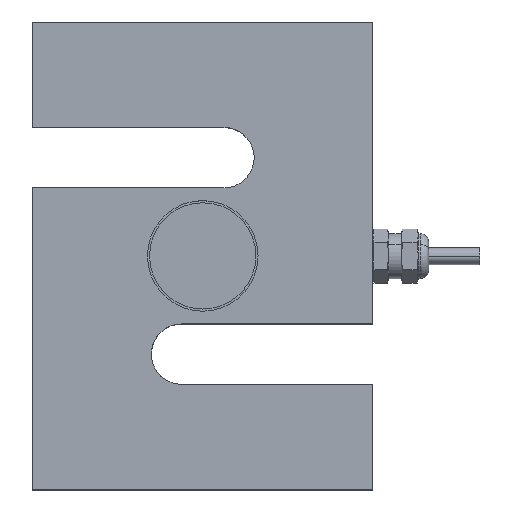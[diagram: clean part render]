
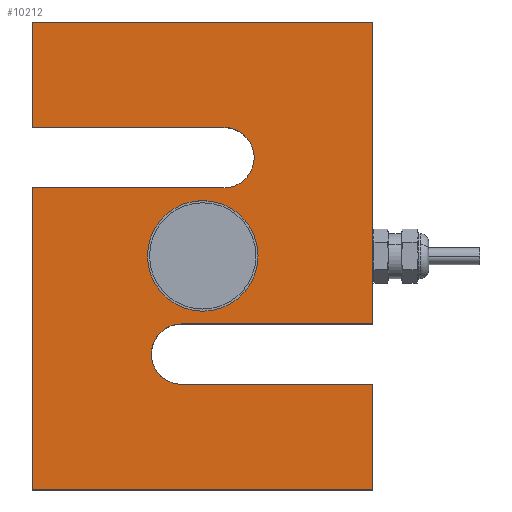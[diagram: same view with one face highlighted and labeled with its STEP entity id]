
A CAD part, top view. The second image highlights one B-rep face of the part: STEP entity #10212.
In plain terms, the highlighted planar face has unit normal (0, 0, 1).
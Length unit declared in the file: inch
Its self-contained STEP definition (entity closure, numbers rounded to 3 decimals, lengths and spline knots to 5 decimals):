
#266 = CARTESIAN_POINT ( 'NONE',  ( -1.75, 3.905, 0. ) ) ;
#576 = CIRCLE ( 'NONE', #14881, 0.65 ) ;
#862 = EDGE_CURVE ( 'NONE', #6835, #12739, #14731, .T. ) ;
#944 = DIRECTION ( 'NONE',  ( 1., 0., 0. ) ) ;
#964 = CARTESIAN_POINT ( 'NONE',  ( -4., 0., 0. ) ) ;
#1012 = ORIENTED_EDGE ( 'NONE', *, *, #6898, .F. ) ;
#1048 = CARTESIAN_POINT ( 'NONE',  ( -2., 2.75, 0. ) ) ;
#1104 = DIRECTION ( 'NONE',  ( 0., 0., 1. ) ) ;
#1352 = FACE_OUTER_BOUND ( 'NONE', #13673, .T. ) ;
#1527 = CARTESIAN_POINT ( 'NONE',  ( -2.25, 1.595, 0. ) ) ;
#1558 = EDGE_CURVE ( 'NONE', #9090, #1899, #5493, .T. ) ;
#1644 = LINE ( 'NONE', #3936, #12421 ) ;
#1698 = LINE ( 'NONE', #8673, #9060 ) ;
#1727 = VECTOR ( 'NONE', #13089, 39.37008 ) ;
#1866 = CARTESIAN_POINT ( 'NONE',  ( -2.25, 1.24, 0. ) ) ;
#1899 = VERTEX_POINT ( 'NONE', #10474 ) ;
#1990 = AXIS2_PLACEMENT_3D ( 'NONE', #266, #4910, #6948 ) ;
#2013 = LINE ( 'NONE', #964, #12382 ) ;
#2117 = CARTESIAN_POINT ( 'NONE',  ( -4., 0., 0. ) ) ;
#2147 = VERTEX_POINT ( 'NONE', #13689 ) ;
#2151 = DIRECTION ( 'NONE',  ( 1., 0., 0. ) ) ;
#2333 = DIRECTION ( 'NONE',  ( 1., 0., 0. ) ) ;
#2359 = VECTOR ( 'NONE', #6687, 39.37008 ) ;
#2407 = DIRECTION ( 'NONE',  ( 1., 0., 0. ) ) ;
#2458 = AXIS2_PLACEMENT_3D ( 'NONE', #11265, #12558, #7880 ) ;
#2576 = DIRECTION ( 'NONE',  ( 1., 0., 0. ) ) ;
#2686 = EDGE_CURVE ( 'NONE', #13285, #5890, #8086, .T. ) ;
#2688 = AXIS2_PLACEMENT_3D ( 'NONE', #1527, #6199, #8367 ) ;
#2743 = ORIENTED_EDGE ( 'NONE', *, *, #8671, .T. ) ;
#2830 = CARTESIAN_POINT ( 'NONE',  ( -4., 0., 0. ) ) ;
#2903 = CARTESIAN_POINT ( 'NONE',  ( -1.75, 3.55, 0. ) ) ;
#2938 = CARTESIAN_POINT ( 'NONE',  ( 0., 0., 0. ) ) ;
#3068 = LINE ( 'NONE', #2903, #10158 ) ;
#3093 = DIRECTION ( 'NONE',  ( 0., -1., 0. ) ) ;
#3222 = CARTESIAN_POINT ( 'NONE',  ( 0., 1.24, 0. ) ) ;
#3491 = ORIENTED_EDGE ( 'NONE', *, *, #1558, .F. ) ;
#3719 = PLANE ( 'NONE',  #10425 ) ;
#3936 = CARTESIAN_POINT ( 'NONE',  ( -4., 0., 0. ) ) ;
#4212 = EDGE_CURVE ( 'NONE', #12739, #6835, #576, .T. ) ;
#4280 = ORIENTED_EDGE ( 'NONE', *, *, #862, .F. ) ;
#4366 = AXIS2_PLACEMENT_3D ( 'NONE', #1048, #13572, #7899 ) ;
#4470 = CARTESIAN_POINT ( 'NONE',  ( -2.25, 1.95, 0. ) ) ;
#4541 = EDGE_LOOP ( 'NONE', ( #4280, #8507 ) ) ;
#4896 = EDGE_CURVE ( 'NONE', #12084, #13285, #1698, .T. ) ;
#4910 = DIRECTION ( 'NONE',  ( 0., 0., 1. ) ) ;
#5121 = CARTESIAN_POINT ( 'NONE',  ( -4., 5.5, 0. ) ) ;
#5493 = LINE ( 'NONE', #6613, #2359 ) ;
#5765 = ORIENTED_EDGE ( 'NONE', *, *, #12651, .F. ) ;
#5890 = VERTEX_POINT ( 'NONE', #2938 ) ;
#5963 = EDGE_CURVE ( 'NONE', #9916, #5890, #9233, .T. ) ;
#6199 = DIRECTION ( 'NONE',  ( 0., 0., 1. ) ) ;
#6321 = CARTESIAN_POINT ( 'NONE',  ( 0., 1.95, 0. ) ) ;
#6372 = VERTEX_POINT ( 'NONE', #12822 ) ;
#6613 = CARTESIAN_POINT ( 'NONE',  ( -1.75, 4.26, 0. ) ) ;
#6687 = DIRECTION ( 'NONE',  ( -1., 0., 0. ) ) ;
#6835 = VERTEX_POINT ( 'NONE', #13243 ) ;
#6866 = VECTOR ( 'NONE', #13765, 39.37008 ) ;
#6898 = EDGE_CURVE ( 'NONE', #13927, #6372, #7790, .T. ) ;
#6934 = VERTEX_POINT ( 'NONE', #9051 ) ;
#6948 = DIRECTION ( 'NONE',  ( 1., 0., 0. ) ) ;
#7060 = CARTESIAN_POINT ( 'NONE',  ( -2.65, 2.75, 0. ) ) ;
#7296 = CARTESIAN_POINT ( 'NONE',  ( -4., 5.5, 0. ) ) ;
#7561 = DIRECTION ( 'NONE',  ( 1., 0., 0. ) ) ;
#7790 = LINE ( 'NONE', #4470, #6866 ) ;
#7800 = CARTESIAN_POINT ( 'NONE',  ( 0., 0., 0. ) ) ;
#7880 = DIRECTION ( 'NONE',  ( 1., 0., 0. ) ) ;
#7899 = DIRECTION ( 'NONE',  ( 1., 0., 0. ) ) ;
#8086 = LINE ( 'NONE', #7800, #9047 ) ;
#8355 = ORIENTED_EDGE ( 'NONE', *, *, #10638, .F. ) ;
#8357 = LINE ( 'NONE', #7296, #10178 ) ;
#8367 = DIRECTION ( 'NONE',  ( 1., 0., 0. ) ) ;
#8466 = LINE ( 'NONE', #14471, #1727 ) ;
#8507 = ORIENTED_EDGE ( 'NONE', *, *, #4212, .F. ) ;
#8555 = DIRECTION ( 'NONE',  ( 0., -1., 0. ) ) ;
#8671 = EDGE_CURVE ( 'NONE', #12687, #9916, #1644, .T. ) ;
#8673 = CARTESIAN_POINT ( 'NONE',  ( -2.25, 1.24, 0. ) ) ;
#8886 = ORIENTED_EDGE ( 'NONE', *, *, #5963, .T. ) ;
#8938 = EDGE_CURVE ( 'NONE', #12664, #2147, #8357, .T. ) ;
#9047 = VECTOR ( 'NONE', #9186, 39.37008 ) ;
#9051 = CARTESIAN_POINT ( 'NONE',  ( -1.395, 3.905, 0. ) ) ;
#9060 = VECTOR ( 'NONE', #7561, 39.37008 ) ;
#9090 = VERTEX_POINT ( 'NONE', #13586 ) ;
#9186 = DIRECTION ( 'NONE',  ( 0., -1., 0. ) ) ;
#9233 = LINE ( 'NONE', #2117, #11740 ) ;
#9318 = VERTEX_POINT ( 'NONE', #12643 ) ;
#9467 = CIRCLE ( 'NONE', #1990, 0.355 ) ;
#9592 = EDGE_CURVE ( 'NONE', #2147, #13927, #8466, .T. ) ;
#9916 = VERTEX_POINT ( 'NONE', #2830 ) ;
#10140 = ORIENTED_EDGE ( 'NONE', *, *, #9592, .F. ) ;
#10150 = ORIENTED_EDGE ( 'NONE', *, *, #4896, .F. ) ;
#10158 = VECTOR ( 'NONE', #944, 39.37008 ) ;
#10178 = VECTOR ( 'NONE', #2576, 39.37008 ) ;
#10212 = ADVANCED_FACE ( 'NONE', ( #11747, #1352 ), #3719, .T. ) ;
#10425 = AXIS2_PLACEMENT_3D ( 'NONE', #14249, #11895, #2407 ) ;
#10474 = CARTESIAN_POINT ( 'NONE',  ( -4., 4.26, 0. ) ) ;
#10540 = EDGE_CURVE ( 'NONE', #6934, #9090, #11922, .T. ) ;
#10590 = ORIENTED_EDGE ( 'NONE', *, *, #12096, .T. ) ;
#10638 = EDGE_CURVE ( 'NONE', #9318, #6934, #9467, .T. ) ;
#11265 = CARTESIAN_POINT ( 'NONE',  ( -1.75, 3.905, 0. ) ) ;
#11301 = CARTESIAN_POINT ( 'NONE',  ( -4., 3.55, 0. ) ) ;
#11397 = CIRCLE ( 'NONE', #2688, 0.355 ) ;
#11521 = EDGE_CURVE ( 'NONE', #12687, #9318, #3068, .T. ) ;
#11740 = VECTOR ( 'NONE', #2333, 39.37008 ) ;
#11747 = FACE_BOUND ( 'NONE', #4541, .T. ) ;
#11895 = DIRECTION ( 'NONE',  ( 0., 0., 1. ) ) ;
#11922 = CIRCLE ( 'NONE', #2458, 0.355 ) ;
#12084 = VERTEX_POINT ( 'NONE', #1866 ) ;
#12096 = EDGE_CURVE ( 'NONE', #12664, #1899, #2013, .T. ) ;
#12382 = VECTOR ( 'NONE', #3093, 39.37008 ) ;
#12411 = ORIENTED_EDGE ( 'NONE', *, *, #11521, .F. ) ;
#12421 = VECTOR ( 'NONE', #8555, 39.37008 ) ;
#12558 = DIRECTION ( 'NONE',  ( 0., 0., 1. ) ) ;
#12585 = ORIENTED_EDGE ( 'NONE', *, *, #10540, .F. ) ;
#12643 = CARTESIAN_POINT ( 'NONE',  ( -1.75, 3.55, 0. ) ) ;
#12651 = EDGE_CURVE ( 'NONE', #6372, #12084, #11397, .T. ) ;
#12664 = VERTEX_POINT ( 'NONE', #5121 ) ;
#12687 = VERTEX_POINT ( 'NONE', #11301 ) ;
#12739 = VERTEX_POINT ( 'NONE', #7060 ) ;
#12822 = CARTESIAN_POINT ( 'NONE',  ( -2.25, 1.95, 0. ) ) ;
#13089 = DIRECTION ( 'NONE',  ( 0., -1., 0. ) ) ;
#13243 = CARTESIAN_POINT ( 'NONE',  ( -1.35, 2.75, 0. ) ) ;
#13285 = VERTEX_POINT ( 'NONE', #3222 ) ;
#13561 = ORIENTED_EDGE ( 'NONE', *, *, #8938, .F. ) ;
#13572 = DIRECTION ( 'NONE',  ( 0., 0., 1. ) ) ;
#13586 = CARTESIAN_POINT ( 'NONE',  ( -1.75, 4.26, 0. ) ) ;
#13673 = EDGE_LOOP ( 'NONE', ( #12411, #2743, #8886, #14899, #10150, #5765, #1012, #10140, #13561, #10590, #3491, #12585, #8355 ) ) ;
#13689 = CARTESIAN_POINT ( 'NONE',  ( 0., 5.5, 0. ) ) ;
#13765 = DIRECTION ( 'NONE',  ( -1., 0., 0. ) ) ;
#13927 = VERTEX_POINT ( 'NONE', #6321 ) ;
#14249 = CARTESIAN_POINT ( 'NONE',  ( -4., 0., 0. ) ) ;
#14471 = CARTESIAN_POINT ( 'NONE',  ( 0., 0., 0. ) ) ;
#14731 = CIRCLE ( 'NONE', #4366, 0.65 ) ;
#14881 = AXIS2_PLACEMENT_3D ( 'NONE', #14930, #1104, #2151 ) ;
#14899 = ORIENTED_EDGE ( 'NONE', *, *, #2686, .F. ) ;
#14930 = CARTESIAN_POINT ( 'NONE',  ( -2., 2.75, 0. ) ) ;
